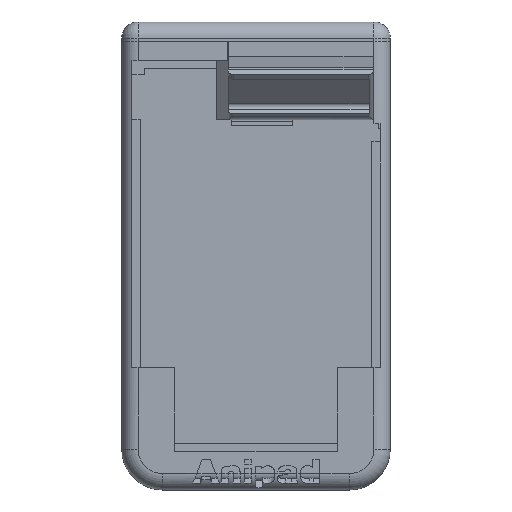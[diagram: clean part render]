
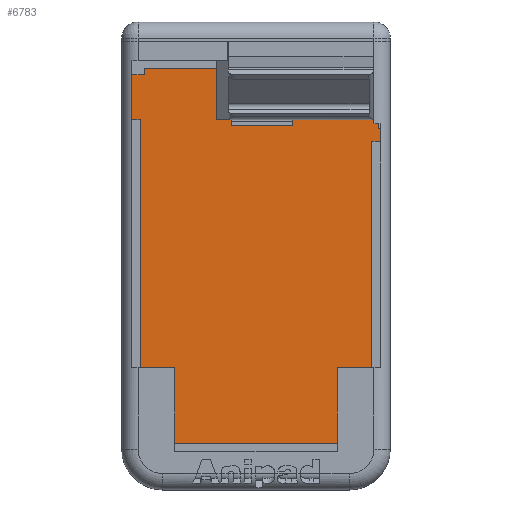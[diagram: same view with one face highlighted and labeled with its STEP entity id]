
A CAD part, top view. The second image highlights one B-rep face of the part: STEP entity #6783.
In plain terms, the highlighted planar face has unit normal (0, 0, 1).
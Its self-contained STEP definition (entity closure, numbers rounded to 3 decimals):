
#599=CIRCLE('',#7209,2.);
#600=CIRCLE('',#7211,2.);
#601=CIRCLE('',#7213,2.);
#766=FACE_BOUND('',#1273,.T.);
#767=FACE_BOUND('',#1274,.T.);
#768=FACE_BOUND('',#1275,.T.);
#870=FACE_OUTER_BOUND('',#1272,.T.);
#1272=EDGE_LOOP('',(#4850,#4851,#4852,#4853,#4854,#4855,#4856,#4857,#4858,
#4859,#4860,#4861,#4862,#4863,#4864,#4865));
#1273=EDGE_LOOP('',(#4866));
#1274=EDGE_LOOP('',(#4867));
#1275=EDGE_LOOP('',(#4868));
#1778=LINE('',#9637,#2328);
#1785=LINE('',#9651,#2335);
#1789=LINE('',#9659,#2339);
#1795=LINE('',#9672,#2345);
#1798=LINE('',#9678,#2348);
#1802=LINE('',#9686,#2352);
#1805=LINE('',#9690,#2355);
#1806=LINE('',#9694,#2356);
#1807=LINE('',#9696,#2357);
#1808=LINE('',#9698,#2358);
#1809=LINE('',#9699,#2359);
#1810=LINE('',#9701,#2360);
#1811=LINE('',#9703,#2361);
#1812=LINE('',#9705,#2362);
#1813=LINE('',#9707,#2363);
#1814=LINE('',#9708,#2364);
#2328=VECTOR('',#8028,10.);
#2335=VECTOR('',#8039,10.);
#2339=VECTOR('',#8043,10.);
#2345=VECTOR('',#8057,10.);
#2348=VECTOR('',#8062,10.);
#2352=VECTOR('',#8070,10.);
#2355=VECTOR('',#8075,10.);
#2356=VECTOR('',#8080,10.);
#2357=VECTOR('',#8081,10.);
#2358=VECTOR('',#8082,10.);
#2359=VECTOR('',#8083,10.);
#2360=VECTOR('',#8084,10.);
#2361=VECTOR('',#8085,10.);
#2362=VECTOR('',#8086,10.);
#2363=VECTOR('',#8087,10.);
#2364=VECTOR('',#8088,10.);
#2795=VERTEX_POINT('',#9527);
#2796=VERTEX_POINT('',#9531);
#2797=VERTEX_POINT('',#9535);
#2830=VERTEX_POINT('',#9634);
#2831=VERTEX_POINT('',#9636);
#2835=VERTEX_POINT('',#9648);
#2836=VERTEX_POINT('',#9650);
#2839=VERTEX_POINT('',#9656);
#2840=VERTEX_POINT('',#9658);
#2843=VERTEX_POINT('',#9670);
#2845=VERTEX_POINT('',#9676);
#2847=VERTEX_POINT('',#9685);
#2848=VERTEX_POINT('',#9693);
#2849=VERTEX_POINT('',#9695);
#2850=VERTEX_POINT('',#9697);
#2851=VERTEX_POINT('',#9700);
#2852=VERTEX_POINT('',#9702);
#2853=VERTEX_POINT('',#9704);
#2854=VERTEX_POINT('',#9706);
#3519=EDGE_CURVE('',#2795,#2795,#599,.T.);
#3521=EDGE_CURVE('',#2796,#2796,#600,.T.);
#3523=EDGE_CURVE('',#2797,#2797,#601,.T.);
#3574=EDGE_CURVE('',#2831,#2830,#1778,.F.);
#3581=EDGE_CURVE('',#2836,#2835,#1785,.F.);
#3585=EDGE_CURVE('',#2840,#2839,#1789,.F.);
#3591=EDGE_CURVE('',#2843,#2835,#1795,.F.);
#3594=EDGE_CURVE('',#2845,#2839,#1798,.T.);
#3598=EDGE_CURVE('',#2845,#2847,#1802,.T.);
#3601=EDGE_CURVE('',#2847,#2836,#1805,.T.);
#3602=EDGE_CURVE('',#2843,#2848,#1806,.T.);
#3603=EDGE_CURVE('',#2848,#2849,#1807,.T.);
#3604=EDGE_CURVE('',#2849,#2850,#1808,.T.);
#3605=EDGE_CURVE('',#2850,#2831,#1809,.T.);
#3606=EDGE_CURVE('',#2830,#2851,#1810,.T.);
#3607=EDGE_CURVE('',#2851,#2852,#1811,.T.);
#3608=EDGE_CURVE('',#2852,#2853,#1812,.T.);
#3609=EDGE_CURVE('',#2853,#2854,#1813,.T.);
#3610=EDGE_CURVE('',#2854,#2840,#1814,.T.);
#4850=ORIENTED_EDGE('',*,*,#3602,.T.);
#4851=ORIENTED_EDGE('',*,*,#3603,.T.);
#4852=ORIENTED_EDGE('',*,*,#3604,.T.);
#4853=ORIENTED_EDGE('',*,*,#3605,.T.);
#4854=ORIENTED_EDGE('',*,*,#3574,.T.);
#4855=ORIENTED_EDGE('',*,*,#3606,.T.);
#4856=ORIENTED_EDGE('',*,*,#3607,.T.);
#4857=ORIENTED_EDGE('',*,*,#3608,.T.);
#4858=ORIENTED_EDGE('',*,*,#3609,.T.);
#4859=ORIENTED_EDGE('',*,*,#3610,.T.);
#4860=ORIENTED_EDGE('',*,*,#3585,.T.);
#4861=ORIENTED_EDGE('',*,*,#3594,.F.);
#4862=ORIENTED_EDGE('',*,*,#3598,.T.);
#4863=ORIENTED_EDGE('',*,*,#3601,.T.);
#4864=ORIENTED_EDGE('',*,*,#3581,.T.);
#4865=ORIENTED_EDGE('',*,*,#3591,.F.);
#4866=ORIENTED_EDGE('',*,*,#3519,.T.);
#4867=ORIENTED_EDGE('',*,*,#3521,.T.);
#4868=ORIENTED_EDGE('',*,*,#3523,.T.);
#6579=PLANE('',#7255);
#6783=ADVANCED_FACE('',(#870,#766,#767,#768),#6579,.T.);
#7209=AXIS2_PLACEMENT_3D('',#9528,#7920,#7921);
#7211=AXIS2_PLACEMENT_3D('',#9532,#7925,#7926);
#7213=AXIS2_PLACEMENT_3D('',#9536,#7930,#7931);
#7255=AXIS2_PLACEMENT_3D('',#9692,#8078,#8079);
#7920=DIRECTION('center_axis',(0.,0.,-1.));
#7921=DIRECTION('ref_axis',(-1.,0.,0.));
#7925=DIRECTION('center_axis',(0.,0.,-1.));
#7926=DIRECTION('ref_axis',(-1.,0.,0.));
#7930=DIRECTION('center_axis',(0.,0.,-1.));
#7931=DIRECTION('ref_axis',(-1.,0.,0.));
#8028=DIRECTION('',(0.,1.,0.));
#8039=DIRECTION('',(0.,-1.,0.));
#8043=DIRECTION('',(0.,-1.,0.));
#8057=DIRECTION('',(-1.,0.,0.));
#8062=DIRECTION('',(1.,0.,0.));
#8070=DIRECTION('',(0.,1.,0.));
#8075=DIRECTION('',(1.,0.,0.));
#8078=DIRECTION('center_axis',(0.,0.,1.));
#8079=DIRECTION('ref_axis',(0.,-1.,0.));
#8080=DIRECTION('',(0.,-1.,0.));
#8081=DIRECTION('',(-1.,0.,0.));
#8082=DIRECTION('',(0.,-1.,0.));
#8083=DIRECTION('',(-1.,0.,0.));
#8084=DIRECTION('',(1.,0.,0.));
#8085=DIRECTION('',(0.,-1.,0.));
#8086=DIRECTION('',(1.,0.,0.));
#8087=DIRECTION('',(0.,1.,0.));
#8088=DIRECTION('',(1.,0.,0.));
#9527=CARTESIAN_POINT('',(7.,-90.,-5.));
#9528=CARTESIAN_POINT('Origin',(5.,-90.,-5.));
#9531=CARTESIAN_POINT('',(57.,-90.,-5.));
#9532=CARTESIAN_POINT('Origin',(55.,-90.,-5.));
#9535=CARTESIAN_POINT('',(32.,-5.,-5.));
#9536=CARTESIAN_POINT('Origin',(30.,-5.,-5.));
#9634=CARTESIAN_POINT('',(-0.5,-14.,-5.));
#9636=CARTESIAN_POINT('',(-0.5,-3.,-5.));
#9637=CARTESIAN_POINT('',(-0.5,-23.75,-5.));
#9648=CARTESIAN_POINT('',(60.5,0.5,-5.));
#9650=CARTESIAN_POINT('',(60.5,-3.,-5.));
#9651=CARTESIAN_POINT('',(60.5,-23.75,-5.));
#9656=CARTESIAN_POINT('',(60.5,-16.25,-5.));
#9658=CARTESIAN_POINT('',(60.5,-19.25,-5.));
#9659=CARTESIAN_POINT('',(60.5,-23.75,-5.));
#9670=CARTESIAN_POINT('',(38.,0.5,-5.));
#9672=CARTESIAN_POINT('',(0.,0.5,-5.));
#9676=CARTESIAN_POINT('',(60.,-16.25,-5.));
#9678=CARTESIAN_POINT('',(0.,-16.25,-5.));
#9685=CARTESIAN_POINT('',(60.,-3.,-5.));
#9686=CARTESIAN_POINT('',(60.,-23.75,-5.));
#9690=CARTESIAN_POINT('',(0.,-3.,-5.));
#9692=CARTESIAN_POINT('Origin',(0.,0.,-5.));
#9693=CARTESIAN_POINT('',(38.,-1.5,-5.));
#9694=CARTESIAN_POINT('',(38.,-0.75,-5.));
#9695=CARTESIAN_POINT('',(2.5,-1.5,-5.));
#9696=CARTESIAN_POINT('',(1.25,-1.5,-5.));
#9697=CARTESIAN_POINT('',(2.5,-3.,-5.));
#9698=CARTESIAN_POINT('',(2.5,-1.5,-5.));
#9699=CARTESIAN_POINT('',(-0.25,-3.,-5.));
#9700=CARTESIAN_POINT('',(1.5,-14.,-5.));
#9701=CARTESIAN_POINT('',(1.25,-14.,-5.));
#9702=CARTESIAN_POINT('',(1.5,-93.5,-5.));
#9703=CARTESIAN_POINT('',(1.5,-46.25,-5.));
#9704=CARTESIAN_POINT('',(58.5,-93.5,-5.));
#9705=CARTESIAN_POINT('',(28.75,-93.5,-5.));
#9706=CARTESIAN_POINT('',(58.5,-19.25,-5.));
#9707=CARTESIAN_POINT('',(58.5,-9.625,-5.));
#9708=CARTESIAN_POINT('',(30.25,-19.25,-5.));
